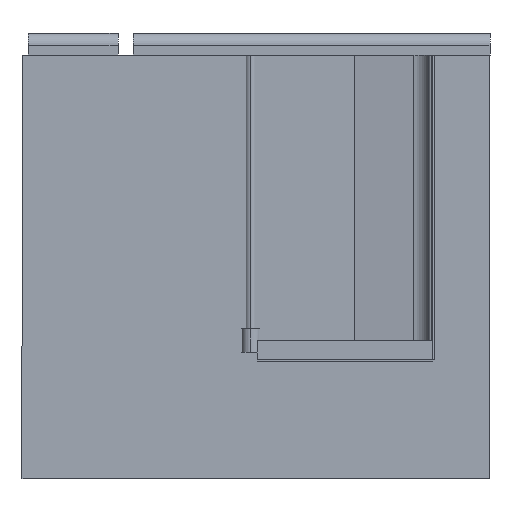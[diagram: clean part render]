
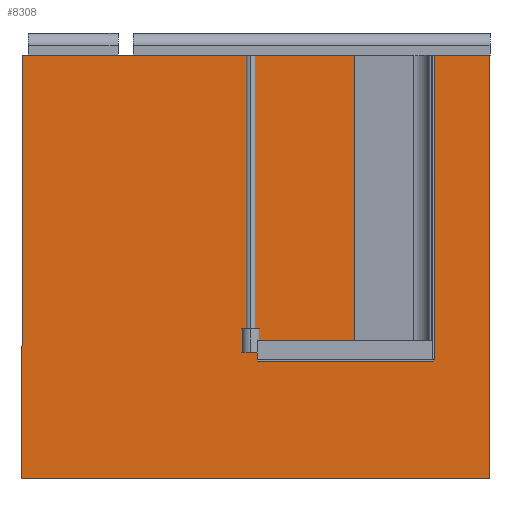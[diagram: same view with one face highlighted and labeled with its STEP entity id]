
A CAD part, left-side view. The second image highlights one B-rep face of the part: STEP entity #8308.
In plain terms, the highlighted planar face has unit normal (-1, 0, 0).
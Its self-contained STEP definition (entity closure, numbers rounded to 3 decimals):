
#35 = LINE ( 'NONE', #10005, #7293 ) ;
#294 = DIRECTION ( 'NONE',  ( 0., 0., 1. ) ) ;
#391 = VECTOR ( 'NONE', #5709, 1000. ) ;
#690 = EDGE_CURVE ( 'NONE', #8844, #10687, #801, .T. ) ;
#801 = LINE ( 'NONE', #9845, #391 ) ;
#947 = ORIENTED_EDGE ( 'NONE', *, *, #690, .F. ) ;
#1181 = PLANE ( 'NONE',  #3088 ) ;
#1937 = CARTESIAN_POINT ( 'NONE',  ( 0., 400., 181. ) ) ;
#2323 = CARTESIAN_POINT ( 'NONE',  ( 0., 0., 181. ) ) ;
#2403 = LINE ( 'NONE', #8283, #2766 ) ;
#2766 = VECTOR ( 'NONE', #4193, 1000. ) ;
#3088 = AXIS2_PLACEMENT_3D ( 'NONE', #7127, #5541, #8879 ) ;
#3275 = VECTOR ( 'NONE', #294, 1000. ) ;
#3359 = ORIENTED_EDGE ( 'NONE', *, *, #8529, .F. ) ;
#4193 = DIRECTION ( 'NONE',  ( 0., -1., 0. ) ) ;
#4388 = LINE ( 'NONE', #7602, #3275 ) ;
#5541 = DIRECTION ( 'NONE',  ( -1., 0., 0. ) ) ;
#5709 = DIRECTION ( 'NONE',  ( 0., 0., -1. ) ) ;
#5846 = DIRECTION ( 'NONE',  ( 0., 1., 0. ) ) ;
#6103 = EDGE_LOOP ( 'NONE', ( #9690, #3359, #8227, #947 ) ) ;
#6262 = CARTESIAN_POINT ( 'NONE',  ( 0., 400., -181. ) ) ;
#7127 = CARTESIAN_POINT ( 'NONE',  ( 0., 0., 0. ) ) ;
#7293 = VECTOR ( 'NONE', #5846, 1000. ) ;
#7451 = VERTEX_POINT ( 'NONE', #6262 ) ;
#7602 = CARTESIAN_POINT ( 'NONE',  ( 0., 400., 181. ) ) ;
#8227 = ORIENTED_EDGE ( 'NONE', *, *, #9603, .F. ) ;
#8283 = CARTESIAN_POINT ( 'NONE',  ( 0., 0., 181. ) ) ;
#8308 = ADVANCED_FACE ( 'NONE', ( #9510 ), #1181, .T. ) ;
#8524 = VERTEX_POINT ( 'NONE', #1937 ) ;
#8529 = EDGE_CURVE ( 'NONE', #7451, #8524, #4388, .T. ) ;
#8587 = CARTESIAN_POINT ( 'NONE',  ( 0., 0., -181. ) ) ;
#8844 = VERTEX_POINT ( 'NONE', #2323 ) ;
#8879 = DIRECTION ( 'NONE',  ( 0., 0., 1. ) ) ;
#9281 = EDGE_CURVE ( 'NONE', #8524, #8844, #2403, .T. ) ;
#9510 = FACE_OUTER_BOUND ( 'NONE', #6103, .T. ) ;
#9603 = EDGE_CURVE ( 'NONE', #10687, #7451, #35, .T. ) ;
#9690 = ORIENTED_EDGE ( 'NONE', *, *, #9281, .F. ) ;
#9845 = CARTESIAN_POINT ( 'NONE',  ( 0., 0., 181. ) ) ;
#10005 = CARTESIAN_POINT ( 'NONE',  ( 0., 0., -181. ) ) ;
#10687 = VERTEX_POINT ( 'NONE', #8587 ) ;
